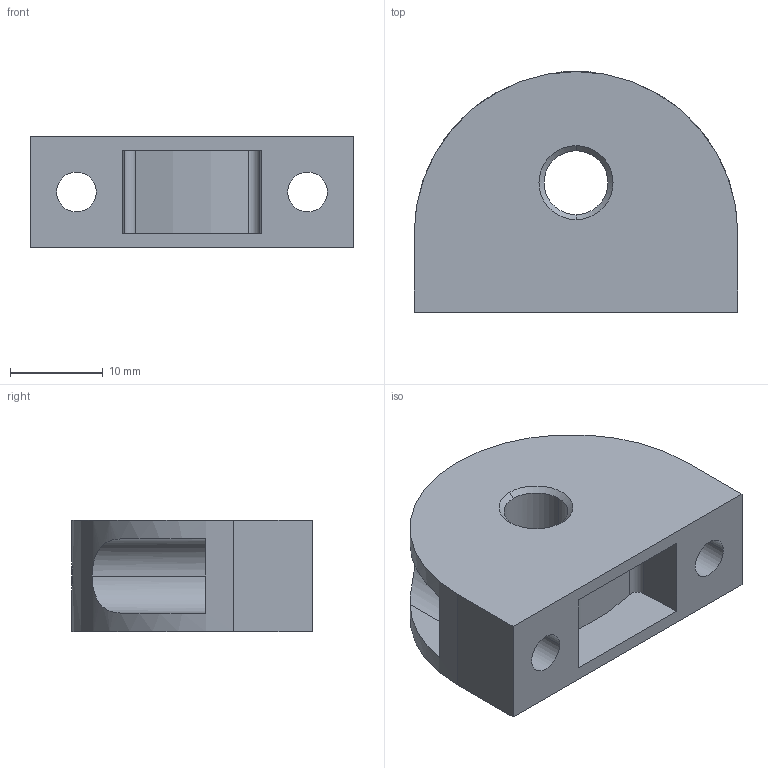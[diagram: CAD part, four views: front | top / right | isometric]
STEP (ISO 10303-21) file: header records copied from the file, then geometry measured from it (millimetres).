
FILE_DESCRIPTION(('STEP AP214'),'1');
FILE_NAME('HALDERN_EH_22110_0408.stp','2020-04-23T09:01:23',('TraceParts'),('TraceParts S.A.'),'Spatial InterOp 3D',' ',' ');
FILE_SCHEMA(('AUTOMOTIVE_DESIGN { 1 0 10303 214 1 1 1 1 }'));
Length unit declared in the file: millimetre
Products named in the file (1): HALDERN_EH_22110_0408_1
Bounding box: 35 x 26 x 12 mm (x, y, z)
Volume: 6832.3 mm3; surface area: 4000.8 mm2
Topology: 2 solids, 2 shells, 55 faces, 140 edges, 94 vertices
Faces by surface type: plane 25, cylinder 20, cone 10
Entity records: 2336 total; most frequent: CARTESIAN_POINT 485, DIRECTION 300, ORIENTED_EDGE 280, EDGE_CURVE 140, AXIS2_PLACEMENT_3D 113, VERTEX_POINT 94, LINE 74, VECTOR 74
